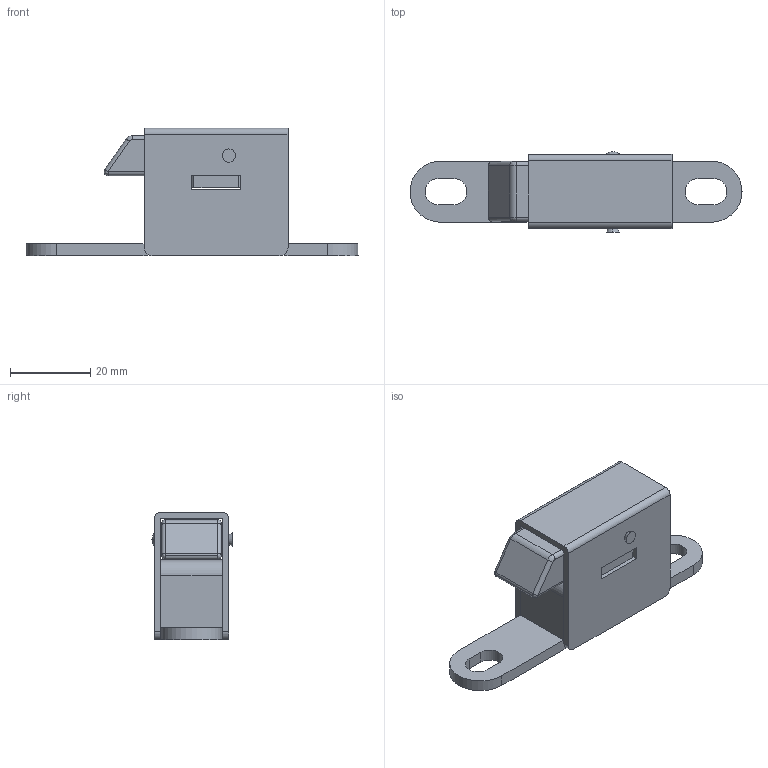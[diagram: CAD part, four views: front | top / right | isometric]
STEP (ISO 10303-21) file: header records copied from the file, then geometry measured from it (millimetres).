
FILE_DESCRIPTION (( 'STEP AP214' ), '1' );
FILE_NAME ('THA_466_2.STEP', '2019-08-26T23:51:45', ( '' ), ( '' ), 'SwSTEP 2.0', 'SolidWorks 2015', '' );
FILE_SCHEMA (( 'AUTOMOTIVE_DESIGN' ));
Length unit declared in the file: millimetre
Products named in the file (3): _X2_30E930C330C1_X0_; _X2_30D930FC30B9_X0_; THA_466_2
Assembly tree (2 placements, depth 2):
  THA_466_2
    _X2_30D930FC30B9_X0_
    _X2_30E930C330C1_X0_
Bounding box: 83 x 20.15 x 31.8 mm (x, y, z)
Volume: 13187 mm3; surface area: 12327.6 mm2
Topology: 2 solids, 2 shells, 118 faces, 320 edges, 201 vertices
Faces by surface type: plane 60, cylinder 46, bspline 8, cone 2, torus 2
Entity records: 5257 total; most frequent: CARTESIAN_POINT 846, DIRECTION 636, ORIENTED_EDGE 628, EDGE_CURVE 314, LINE 212, VECTOR 212, AXIS2_PLACEMENT_3D 212, VERTEX_POINT 201
